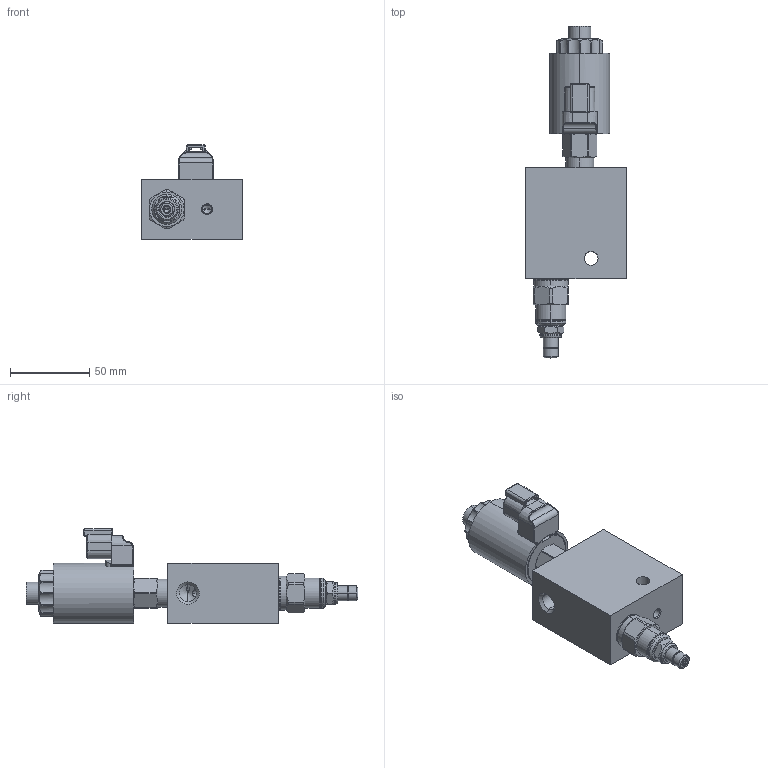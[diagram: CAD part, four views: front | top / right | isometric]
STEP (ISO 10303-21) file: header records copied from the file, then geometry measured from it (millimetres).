
FILE_DESCRIPTION((''),'2;1');
FILE_NAME('XRAKLANFI912_ASM','2019-04-18T',('ProEService'),(''),'PRO/ENGINEER BY PARAMETRIC TECHNOLOGY CORPORATION, 2014200','PRO/ENGINEER BY PARAMETRIC TECHNOLOGY CORPORATION, 2014200','');
FILE_SCHEMA(('CONFIG_CONTROL_DESIGN'));
Length unit declared in the file: inch
Products named in the file (4): 155-562-002; RBACLAN; DTAFMHN912; XRAKLANFI912_ASM
Assembly tree (3 placements, depth 2):
  XRAKLANFI912_ASM
    155-562-002
    RBACLAN
    DTAFMHN912
Bounding box: 63.5 x 209.45 x 59.84 mm (x, y, z)
Volume: 238609.2 mm3; surface area: 73784.3 mm2
Topology: 9 solids, 11 shells, 1092 faces, 3023 edges, 2112 vertices
Faces by surface type: plane 379, cylinder 359, cone 195, torus 127, revolution 14, bspline 14, sphere 4
Entity records: 39805 total; most frequent: CARTESIAN_POINT 11948, DIRECTION 5935, ORIENTED_EDGE 5452, EDGE_CURVE 2726, AXIS2_PLACEMENT_3D 2227, VERTEX_POINT 1718, VECTOR 1467, LINE 1467
